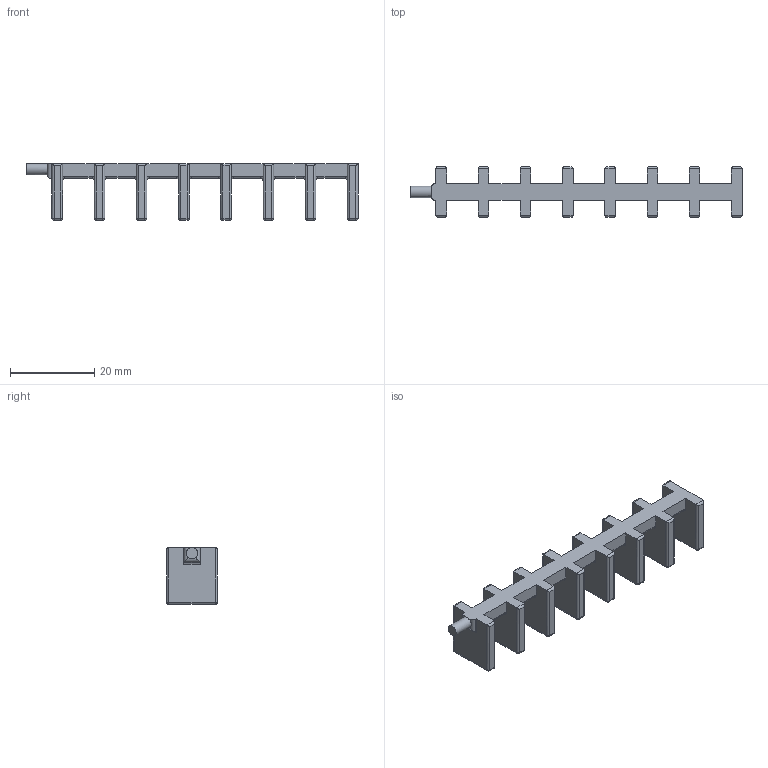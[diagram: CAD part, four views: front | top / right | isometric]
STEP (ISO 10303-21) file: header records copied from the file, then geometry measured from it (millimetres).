
FILE_DESCRIPTION(/* description */ (''),/* implementation_level */ '2;1');
FILE_NAME(/* name */ 'Capsula_v1_mod.step',/* time_stamp */ '2025-10-15T19:52:51-03:00',/* author */ (''),/* organization */ (''),/* preprocessor_version */ 'ST-DEVELOPER v20.1',/* originating_system */ 'Autodesk Translation Framework v14.10.0.0',/* authorisation */ '');
FILE_SCHEMA (('AUTOMOTIVE_DESIGN { 1 0 10303 214 3 1 1 }'));
Length unit declared in the file: millimetre
Products named in the file (1): Capsula
Bounding box: 78.65 x 12 x 13.5 mm (x, y, z)
Volume: 3978.4 mm3; surface area: 4072.3 mm2
Topology: 1 solids, 1 shells, 242 faces, 562 edges, 322 vertices
Faces by surface type: cylinder 113, plane 69, sphere 32, torus 28
Full cylindrical faces by diameter (mm): 2.7 x1
Entity records: 6898 total; most frequent: CARTESIAN_POINT 1306, DIRECTION 1238, ORIENTED_EDGE 1124, EDGE_CURVE 562, AXIS2_PLACEMENT_3D 466, VERTEX_POINT 322, LINE 306, VECTOR 306
